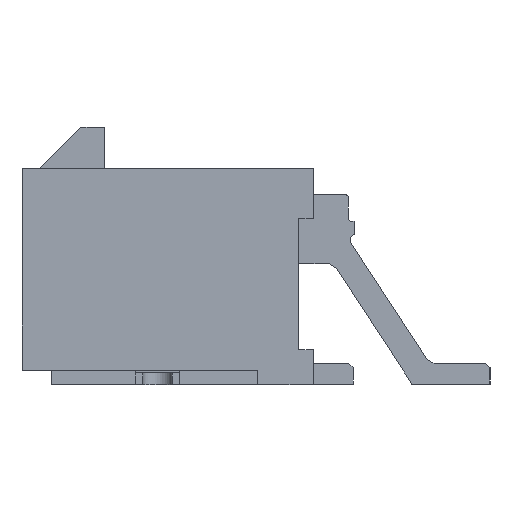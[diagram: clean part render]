
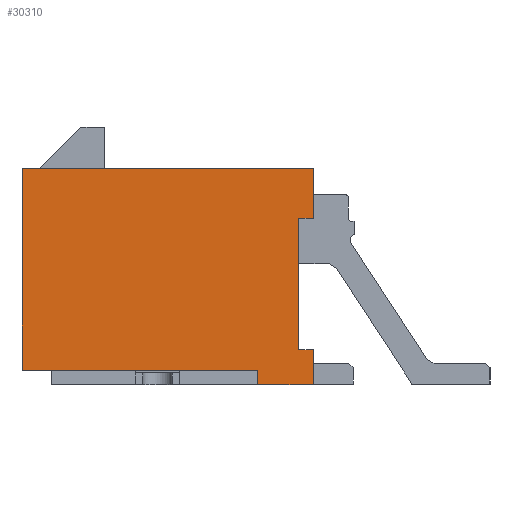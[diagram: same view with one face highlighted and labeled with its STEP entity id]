
A CAD part, left-side view. The second image highlights one B-rep face of the part: STEP entity #30310.
In plain terms, the highlighted face is planar.
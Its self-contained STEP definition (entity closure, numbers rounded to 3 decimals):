
#2071=ORIENTED_EDGE('',*,*,#8166,.T.);
#2072=ORIENTED_EDGE('',*,*,#7513,.F.);
#2073=ORIENTED_EDGE('',*,*,#8167,.T.);
#2074=ORIENTED_EDGE('',*,*,#8164,.T.);
#2075=ORIENTED_EDGE('',*,*,#8168,.T.);
#2076=ORIENTED_EDGE('',*,*,#8169,.T.);
#2077=ORIENTED_EDGE('',*,*,#7463,.F.);
#2078=ORIENTED_EDGE('',*,*,#7458,.T.);
#2079=ORIENTED_EDGE('',*,*,#8170,.T.);
#2080=ORIENTED_EDGE('',*,*,#8152,.F.);
#7458=EDGE_CURVE('',#10679,#10681,#12755,.T.);
#7463=EDGE_CURVE('',#10679,#10684,#12760,.T.);
#7513=EDGE_CURVE('',#10720,#10718,#12810,.T.);
#8152=EDGE_CURVE('',#11159,#11158,#13401,.T.);
#8164=EDGE_CURVE('',#11167,#11166,#13413,.T.);
#8166=EDGE_CURVE('',#11159,#10718,#13415,.T.);
#8167=EDGE_CURVE('',#10720,#11167,#13416,.T.);
#8168=EDGE_CURVE('',#11166,#11168,#13417,.T.);
#8169=EDGE_CURVE('',#11168,#10684,#13418,.T.);
#8170=EDGE_CURVE('',#10681,#11158,#13419,.T.);
#10679=VERTEX_POINT('',#39874);
#10681=VERTEX_POINT('',#39878);
#10684=VERTEX_POINT('',#39888);
#10718=VERTEX_POINT('',#39988);
#10720=VERTEX_POINT('',#39992);
#11158=VERTEX_POINT('',#41223);
#11159=VERTEX_POINT('',#41227);
#11166=VERTEX_POINT('',#41251);
#11167=VERTEX_POINT('',#41253);
#11168=VERTEX_POINT('',#41259);
#12755=LINE('',#39879,#15724);
#12760=LINE('',#39889,#15729);
#12810=LINE('',#39993,#15779);
#13401=LINE('',#41228,#16370);
#13413=LINE('',#41252,#16382);
#13415=LINE('',#41256,#16384);
#13416=LINE('',#41257,#16385);
#13417=LINE('',#41258,#16386);
#13418=LINE('',#41260,#16387);
#13419=LINE('',#41261,#16388);
#15724=VECTOR('',#33479,1000.);
#15729=VECTOR('',#33488,1000.);
#15779=VECTOR('',#33574,1000.);
#16370=VECTOR('',#34575,1000.);
#16382=VECTOR('',#34597,1000.);
#16384=VECTOR('',#34601,1000.);
#16385=VECTOR('',#34602,1000.);
#16386=VECTOR('',#34603,1000.);
#16387=VECTOR('',#34604,1000.);
#16388=VECTOR('',#34605,1000.);
#18375=EDGE_LOOP('',(#2071,#2072,#2073,#2074,#2075,#2076,#2077,#2078,#2079,
#2080));
#19624=FACE_BOUND('',#18375,.T.);
#20850=PLANE('',#31563);
#30310=ADVANCED_FACE('',(#19624),#20850,.T.);
#31563=AXIS2_PLACEMENT_3D('',#41255,#34599,#34600);
#33479=DIRECTION('',(0.,0.,-1.));
#33488=DIRECTION('',(-1.,0.,0.));
#33574=DIRECTION('',(0.,0.,1.));
#34575=DIRECTION('',(0.,0.,-1.));
#34597=DIRECTION('',(0.,0.,1.));
#34599=DIRECTION('',(0.,1.,0.));
#34600=DIRECTION('',(0.,0.,1.));
#34601=DIRECTION('',(-1.,0.,0.));
#34602=DIRECTION('',(-1.,0.,0.));
#34603=DIRECTION('',(1.,0.,0.));
#34604=DIRECTION('',(0.,0.,-1.));
#34605=DIRECTION('',(-1.,0.,0.));
#39874=CARTESIAN_POINT('',(3.93,18.35,-3.05));
#39878=CARTESIAN_POINT('',(3.93,18.35,-4.95));
#39879=CARTESIAN_POINT('',(3.93,18.35,-3.05));
#39888=CARTESIAN_POINT('',(3.43,18.35,-3.05));
#39889=CARTESIAN_POINT('',(3.93,18.35,-3.05));
#39988=CARTESIAN_POINT('',(-1.73,18.35,-4.45));
#39992=CARTESIAN_POINT('',(-1.73,18.35,-4.95));
#39993=CARTESIAN_POINT('',(-1.73,18.35,-4.95));
#41223=CARTESIAN_POINT('',(2.73,18.35,-4.95));
#41227=CARTESIAN_POINT('',(2.73,18.35,-4.45));
#41228=CARTESIAN_POINT('',(2.73,18.35,-4.45));
#41251=CARTESIAN_POINT('',(-3.43,18.35,4.95));
#41252=CARTESIAN_POINT('',(-3.43,18.35,-4.95));
#41253=CARTESIAN_POINT('',(-3.43,18.35,-4.95));
#41255=CARTESIAN_POINT('',(0.,18.35,0.));
#41256=CARTESIAN_POINT('',(-2.73,18.35,-4.45));
#41257=CARTESIAN_POINT('',(3.43,18.35,-4.95));
#41258=CARTESIAN_POINT('',(-3.43,18.35,4.95));
#41259=CARTESIAN_POINT('',(3.43,18.35,4.95));
#41260=CARTESIAN_POINT('',(3.43,18.35,4.95));
#41261=CARTESIAN_POINT('',(3.43,18.35,-4.95));
